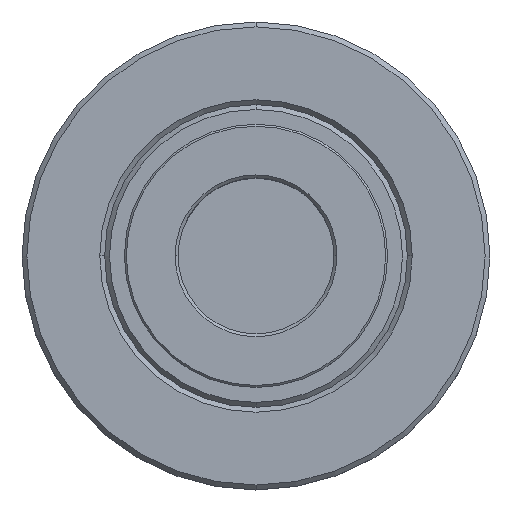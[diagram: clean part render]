
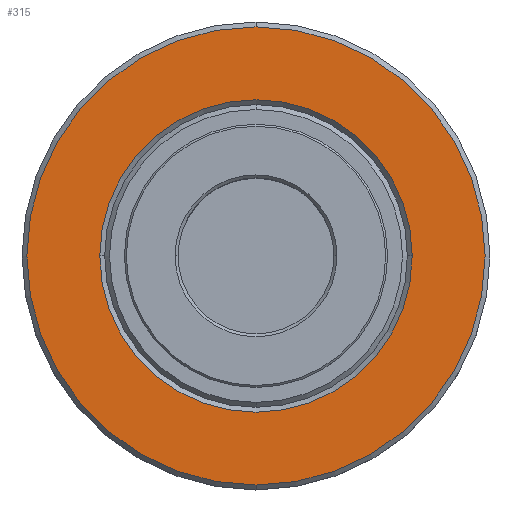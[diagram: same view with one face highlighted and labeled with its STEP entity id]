
A CAD part, top view. The second image highlights one B-rep face of the part: STEP entity #315.
In plain terms, the highlighted planar face has unit normal (0, 0, 1).
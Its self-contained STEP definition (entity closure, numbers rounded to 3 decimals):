
#4 = AXIS2_PLACEMENT_3D ( 'NONE', #1239, #1687, #591 ) ;
#27 = ORIENTED_EDGE ( 'NONE', *, *, #1547, .T. ) ;
#66 = EDGE_CURVE ( 'NONE', #363, #1701, #1892, .T. ) ;
#68 = EDGE_LOOP ( 'NONE', ( #27, #1886 ) ) ;
#101 = CARTESIAN_POINT ( 'NONE',  ( 16.025, 0., 12.438 ) ) ;
#151 = CIRCLE ( 'NONE', #238, 16.025 ) ;
#179 = DIRECTION ( 'NONE',  ( 0., 0., 1. ) ) ;
#180 = EDGE_CURVE ( 'NONE', #1650, #1812, #1044, .T. ) ;
#199 = CARTESIAN_POINT ( 'NONE',  ( -16.025, 0., 12.438 ) ) ;
#238 = AXIS2_PLACEMENT_3D ( 'NONE', #1415, #483, #1571 ) ;
#266 = CARTESIAN_POINT ( 'NONE',  ( 0., 23.5, 12.438 ) ) ;
#296 = PLANE ( 'NONE',  #4 ) ;
#313 = DIRECTION ( 'NONE',  ( 1., 0., 0. ) ) ;
#315 = ADVANCED_FACE ( 'NONE', ( #1122, #1941 ), #296, .T. ) ;
#363 = VERTEX_POINT ( 'NONE', #266 ) ;
#403 = DIRECTION ( 'NONE',  ( 0., 1., 0. ) ) ;
#483 = DIRECTION ( 'NONE',  ( 0., 0., -1. ) ) ;
#514 = CARTESIAN_POINT ( 'NONE',  ( 0., -23.5, 12.438 ) ) ;
#561 = CARTESIAN_POINT ( 'NONE',  ( 0., 0., 12.438 ) ) ;
#578 = ORIENTED_EDGE ( 'NONE', *, *, #66, .T. ) ;
#590 = CIRCLE ( 'NONE', #1604, 23.5 ) ;
#591 = DIRECTION ( 'NONE',  ( 1., 0., 0. ) ) ;
#605 = CARTESIAN_POINT ( 'NONE',  ( 0., 0., 12.438 ) ) ;
#688 = AXIS2_PLACEMENT_3D ( 'NONE', #561, #1131, #403 ) ;
#902 = EDGE_CURVE ( 'NONE', #1701, #363, #590, .T. ) ;
#922 = ORIENTED_EDGE ( 'NONE', *, *, #902, .T. ) ;
#1044 = CIRCLE ( 'NONE', #1481, 16.025 ) ;
#1091 = CARTESIAN_POINT ( 'NONE',  ( 0., 0., 12.438 ) ) ;
#1122 = FACE_BOUND ( 'NONE', #68, .T. ) ;
#1131 = DIRECTION ( 'NONE',  ( 0., 0., 1. ) ) ;
#1239 = CARTESIAN_POINT ( 'NONE',  ( -23.782, -23.782, 12.438 ) ) ;
#1253 = DIRECTION ( 'NONE',  ( 0., 1., 0. ) ) ;
#1415 = CARTESIAN_POINT ( 'NONE',  ( 0., 0., 12.438 ) ) ;
#1454 = EDGE_LOOP ( 'NONE', ( #578, #922 ) ) ;
#1481 = AXIS2_PLACEMENT_3D ( 'NONE', #605, #1546, #313 ) ;
#1546 = DIRECTION ( 'NONE',  ( 0., 0., -1. ) ) ;
#1547 = EDGE_CURVE ( 'NONE', #1812, #1650, #151, .T. ) ;
#1571 = DIRECTION ( 'NONE',  ( 1., 0., 0. ) ) ;
#1604 = AXIS2_PLACEMENT_3D ( 'NONE', #1091, #179, #1253 ) ;
#1650 = VERTEX_POINT ( 'NONE', #199 ) ;
#1687 = DIRECTION ( 'NONE',  ( 0., 0., 1. ) ) ;
#1701 = VERTEX_POINT ( 'NONE', #514 ) ;
#1812 = VERTEX_POINT ( 'NONE', #101 ) ;
#1886 = ORIENTED_EDGE ( 'NONE', *, *, #180, .T. ) ;
#1892 = CIRCLE ( 'NONE', #688, 23.5 ) ;
#1941 = FACE_OUTER_BOUND ( 'NONE', #1454, .T. ) ;
